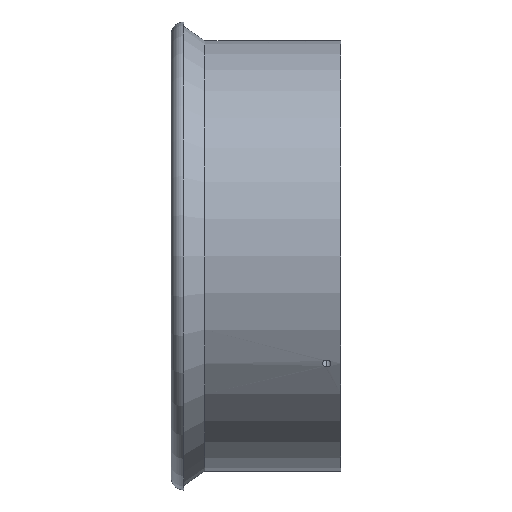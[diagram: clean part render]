
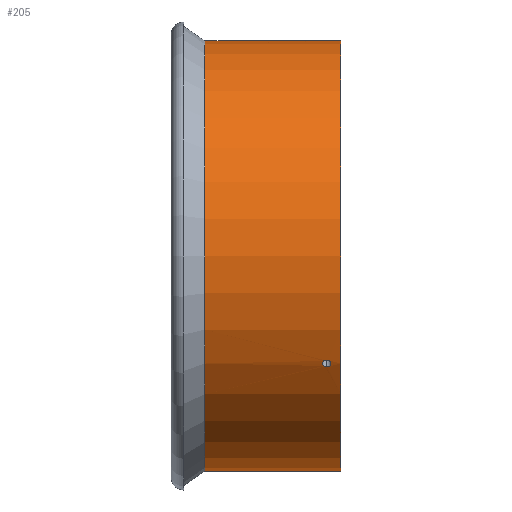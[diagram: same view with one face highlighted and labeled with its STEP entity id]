
A CAD part, left-side view. The second image highlights one B-rep face of the part: STEP entity #205.
In plain terms, the highlighted cylindrical face has radius 53.3 mm (diameter 106.6 mm), a partial arc.
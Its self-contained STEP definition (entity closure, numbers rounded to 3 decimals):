
#92 = EDGE_CURVE ( 'NONE', #3067, #5107, #491, .T. ) ;
#141 = CARTESIAN_POINT ( 'NONE',  ( -46.297, 2.5, -26.411 ) ) ;
#177 = B_SPLINE_CURVE_WITH_KNOTS ( 'NONE', 3,
 ( #3395, #975, #3797, #958, #1797, #3853 ),
 .UNSPECIFIED., .F., .F.,
 ( 4, 2, 4 ),
 ( 0., 0.25, 0.5 ),
 .UNSPECIFIED. ) ;
#183 = VECTOR ( 'NONE', #187, 1000. ) ;
#187 = DIRECTION ( 'NONE',  ( 0., -1., 0. ) ) ;
#205 = ADVANCED_FACE ( 'NONE', ( #251, #2286 ), #3444, .T. ) ;
#206 = DIRECTION ( 'NONE',  ( 0., -1., 0. ) ) ;
#251 = FACE_OUTER_BOUND ( 'NONE', #3590, .T. ) ;
#274 = VERTEX_POINT ( 'NONE', #302 ) ;
#302 = CARTESIAN_POINT ( 'NONE',  ( -45.651, 3.5, -27.511 ) ) ;
#313 = CARTESIAN_POINT ( 'NONE',  ( -46.604, 4.012, -25.865 ) ) ;
#318 = CARTESIAN_POINT ( 'NONE',  ( -46.021, 2.5, -26.889 ) ) ;
#382 = CARTESIAN_POINT ( 'NONE',  ( -0.512, 4.402, 53.298 ) ) ;
#485 = ORIENTED_EDGE ( 'NONE', *, *, #4778, .F. ) ;
#491 = B_SPLINE_CURVE_WITH_KNOTS ( 'NONE', 3,
 ( #2979, #2170, #5082, #3365, #141, #2918 ),
 .UNSPECIFIED., .F., .F.,
 ( 4, 2, 4 ),
 ( 0.5, 0.75, 1. ),
 .UNSPECIFIED. ) ;
#579 = EDGE_CURVE ( 'NONE', #274, #4186, #2854, .T. ) ;
#737 = DIRECTION ( 'NONE',  ( 0., -1., 0. ) ) ;
#763 = CARTESIAN_POINT ( 'NONE',  ( 0., 0., 53.3 ) ) ;
#779 = CARTESIAN_POINT ( 'NONE',  ( -45.702, 2.988, -27.428 ) ) ;
#784 = ORIENTED_EDGE ( 'NONE', *, *, #1288, .T. ) ;
#797 = CARTESIAN_POINT ( 'NONE',  ( -45.651, 3.225, -27.511 ) ) ;
#805 = AXIS2_PLACEMENT_3D ( 'NONE', #1460, #206, #4345 ) ;
#833 = CARTESIAN_POINT ( 'NONE',  ( -45.901, 4.402, -27.092 ) ) ;
#858 = B_SPLINE_CURVE_WITH_KNOTS ( 'NONE', 3,
 ( #4402, #4418, #3598, #313, #4016, #1500 ),
 .UNSPECIFIED., .F., .F.,
 ( 4, 2, 4 ),
 ( 0., 0.25, 0.5 ),
 .UNSPECIFIED. ) ;
#905 = ORIENTED_EDGE ( 'NONE', *, *, #2026, .T. ) ;
#958 = CARTESIAN_POINT ( 'NONE',  ( -0.902, 2.988, 53.293 ) ) ;
#975 = CARTESIAN_POINT ( 'NONE',  ( -0.276, 2.5, 53.3 ) ) ;
#1000 = CIRCLE ( 'NONE', #1008, 53.3 ) ;
#1008 = AXIS2_PLACEMENT_3D ( 'NONE', #3081, #737, #1144 ) ;
#1099 = AXIS2_PLACEMENT_3D ( 'NONE', #5222, #1445, #3503 ) ;
#1144 = DIRECTION ( 'NONE',  ( 0., 0., -1. ) ) ;
#1229 = B_SPLINE_CURVE_WITH_KNOTS ( 'NONE', 3,
 ( #1536, #318, #3620, #779, #797, #3670 ),
 .UNSPECIFIED., .F., .F.,
 ( 4, 2, 4 ),
 ( 0., 0.25, 0.5 ),
 .UNSPECIFIED. ) ;
#1288 = EDGE_CURVE ( 'NONE', #3255, #5369, #2339, .T. ) ;
#1298 = EDGE_LOOP ( 'NONE', ( #905, #2492, #2727, #5111 ) ) ;
#1445 = DIRECTION ( 'NONE',  ( 0., -1., 0. ) ) ;
#1460 = CARTESIAN_POINT ( 'NONE',  ( 0., 0., 0. ) ) ;
#1464 = CARTESIAN_POINT ( 'NONE',  ( 0., 0., 53.3 ) ) ;
#1500 = CARTESIAN_POINT ( 'NONE',  ( -46.651, 3.5, -25.779 ) ) ;
#1528 = CARTESIAN_POINT ( 'NONE',  ( 0., 2.5, 53.3 ) ) ;
#1536 = CARTESIAN_POINT ( 'NONE',  ( -46.159, 2.5, -26.65 ) ) ;
#1569 = ORIENTED_EDGE ( 'NONE', *, *, #1969, .T. ) ;
#1585 = CARTESIAN_POINT ( 'NONE',  ( -1., 3.5, 53.291 ) ) ;
#1745 = CIRCLE ( 'NONE', #805, 53.3 ) ;
#1795 = CARTESIAN_POINT ( 'NONE',  ( 0., 0., -53.3 ) ) ;
#1797 = CARTESIAN_POINT ( 'NONE',  ( -1., 3.224, 53.291 ) ) ;
#1969 = EDGE_CURVE ( 'NONE', #4643, #4563, #3226, .T. ) ;
#1993 = LINE ( 'NONE', #1464, #5062 ) ;
#2026 = EDGE_CURVE ( 'NONE', #4186, #3067, #858, .T. ) ;
#2170 = CARTESIAN_POINT ( 'NONE',  ( -46.651, 3.223, -25.779 ) ) ;
#2268 = EDGE_CURVE ( 'NONE', #4211, #3255, #1000, .T. ) ;
#2286 = FACE_BOUND ( 'NONE', #1298, .T. ) ;
#2339 = LINE ( 'NONE', #1795, #183 ) ;
#2395 = CARTESIAN_POINT ( 'NONE',  ( -1., 3.776, 53.291 ) ) ;
#2475 = CARTESIAN_POINT ( 'NONE',  ( -45.651, 3.776, -27.511 ) ) ;
#2492 = ORIENTED_EDGE ( 'NONE', *, *, #92, .T. ) ;
#2532 = CARTESIAN_POINT ( 'NONE',  ( -45.702, 4.012, -27.428 ) ) ;
#2589 = DIRECTION ( 'NONE',  ( 0., -1., 0. ) ) ;
#2658 = EDGE_CURVE ( 'NONE', #5107, #274, #1229, .T. ) ;
#2727 = ORIENTED_EDGE ( 'NONE', *, *, #2658, .T. ) ;
#2730 = CARTESIAN_POINT ( 'NONE',  ( 0., 4.5, 53.3 ) ) ;
#2753 = VECTOR ( 'NONE', #2589, 1000. ) ;
#2798 = CARTESIAN_POINT ( 'NONE',  ( 0., 33.714, 53.3 ) ) ;
#2824 = CARTESIAN_POINT ( 'NONE',  ( -0.276, 4.5, 53.3 ) ) ;
#2826 = ORIENTED_EDGE ( 'NONE', *, *, #2972, .F. ) ;
#2854 = B_SPLINE_CURVE_WITH_KNOTS ( 'NONE', 3,
 ( #4633, #2475, #2532, #833, #3840, #3863 ),
 .UNSPECIFIED., .F., .F.,
 ( 4, 2, 4 ),
 ( 0.5, 0.75, 1. ),
 .UNSPECIFIED. ) ;
#2897 = CARTESIAN_POINT ( 'NONE',  ( -1., 3.5, 53.291 ) ) ;
#2918 = CARTESIAN_POINT ( 'NONE',  ( -46.159, 2.5, -26.65 ) ) ;
#2972 = EDGE_CURVE ( 'NONE', #4211, #4563, #1993, .T. ) ;
#2979 = CARTESIAN_POINT ( 'NONE',  ( -46.651, 3.5, -25.779 ) ) ;
#3058 = CARTESIAN_POINT ( 'NONE',  ( 0., 33.714, -53.3 ) ) ;
#3067 = VERTEX_POINT ( 'NONE', #5291 ) ;
#3081 = CARTESIAN_POINT ( 'NONE',  ( 0., 33.714, 0. ) ) ;
#3112 = CARTESIAN_POINT ( 'NONE',  ( -46.159, 2.5, -26.65 ) ) ;
#3192 = CARTESIAN_POINT ( 'NONE',  ( -46.159, 4.5, -26.65 ) ) ;
#3226 = B_SPLINE_CURVE_WITH_KNOTS ( 'NONE', 3,
 ( #1585, #2395, #5320, #382, #2824, #3246 ),
 .UNSPECIFIED., .F., .F.,
 ( 4, 2, 4 ),
 ( 0.5, 0.75, 1. ),
 .UNSPECIFIED. ) ;
#3246 = CARTESIAN_POINT ( 'NONE',  ( 0., 4.5, 53.3 ) ) ;
#3255 = VERTEX_POINT ( 'NONE', #3058 ) ;
#3365 = CARTESIAN_POINT ( 'NONE',  ( -46.413, 2.597, -26.206 ) ) ;
#3395 = CARTESIAN_POINT ( 'NONE',  ( 0., 2.5, 53.3 ) ) ;
#3444 = CYLINDRICAL_SURFACE ( 'NONE', #1099, 53.3 ) ;
#3479 = EDGE_CURVE ( 'NONE', #4120, #4643, #177, .T. ) ;
#3503 = DIRECTION ( 'NONE',  ( 0., 0., -1. ) ) ;
#3540 = ORIENTED_EDGE ( 'NONE', *, *, #2268, .T. ) ;
#3590 = EDGE_LOOP ( 'NONE', ( #2826, #3540, #784, #485, #4476, #4613, #1569 ) ) ;
#3598 = CARTESIAN_POINT ( 'NONE',  ( -46.413, 4.402, -26.206 ) ) ;
#3620 = CARTESIAN_POINT ( 'NONE',  ( -45.901, 2.598, -27.092 ) ) ;
#3670 = CARTESIAN_POINT ( 'NONE',  ( -45.651, 3.5, -27.511 ) ) ;
#3797 = CARTESIAN_POINT ( 'NONE',  ( -0.512, 2.598, 53.298 ) ) ;
#3840 = CARTESIAN_POINT ( 'NONE',  ( -46.021, 4.5, -26.889 ) ) ;
#3853 = CARTESIAN_POINT ( 'NONE',  ( -1., 3.5, 53.291 ) ) ;
#3863 = CARTESIAN_POINT ( 'NONE',  ( -46.159, 4.5, -26.65 ) ) ;
#3865 = LINE ( 'NONE', #5038, #2753 ) ;
#3912 = DIRECTION ( 'NONE',  ( 0., -1., 0. ) ) ;
#4016 = CARTESIAN_POINT ( 'NONE',  ( -46.651, 3.776, -25.779 ) ) ;
#4098 = CARTESIAN_POINT ( 'NONE',  ( 0., 0., -53.3 ) ) ;
#4120 = VERTEX_POINT ( 'NONE', #1528 ) ;
#4186 = VERTEX_POINT ( 'NONE', #3192 ) ;
#4211 = VERTEX_POINT ( 'NONE', #2798 ) ;
#4345 = DIRECTION ( 'NONE',  ( 0., 0., -1. ) ) ;
#4394 = EDGE_CURVE ( 'NONE', #4120, #5261, #3865, .T. ) ;
#4402 = CARTESIAN_POINT ( 'NONE',  ( -46.159, 4.5, -26.65 ) ) ;
#4418 = CARTESIAN_POINT ( 'NONE',  ( -46.297, 4.5, -26.411 ) ) ;
#4476 = ORIENTED_EDGE ( 'NONE', *, *, #4394, .F. ) ;
#4563 = VERTEX_POINT ( 'NONE', #2730 ) ;
#4613 = ORIENTED_EDGE ( 'NONE', *, *, #3479, .T. ) ;
#4633 = CARTESIAN_POINT ( 'NONE',  ( -45.651, 3.5, -27.511 ) ) ;
#4643 = VERTEX_POINT ( 'NONE', #2897 ) ;
#4778 = EDGE_CURVE ( 'NONE', #5261, #5369, #1745, .T. ) ;
#5038 = CARTESIAN_POINT ( 'NONE',  ( 0., 0., 53.3 ) ) ;
#5062 = VECTOR ( 'NONE', #3912, 1000. ) ;
#5082 = CARTESIAN_POINT ( 'NONE',  ( -46.604, 2.988, -25.865 ) ) ;
#5107 = VERTEX_POINT ( 'NONE', #3112 ) ;
#5111 = ORIENTED_EDGE ( 'NONE', *, *, #579, .T. ) ;
#5222 = CARTESIAN_POINT ( 'NONE',  ( 0., 0., 0. ) ) ;
#5261 = VERTEX_POINT ( 'NONE', #763 ) ;
#5291 = CARTESIAN_POINT ( 'NONE',  ( -46.651, 3.5, -25.779 ) ) ;
#5320 = CARTESIAN_POINT ( 'NONE',  ( -0.902, 4.012, 53.293 ) ) ;
#5369 = VERTEX_POINT ( 'NONE', #4098 ) ;
